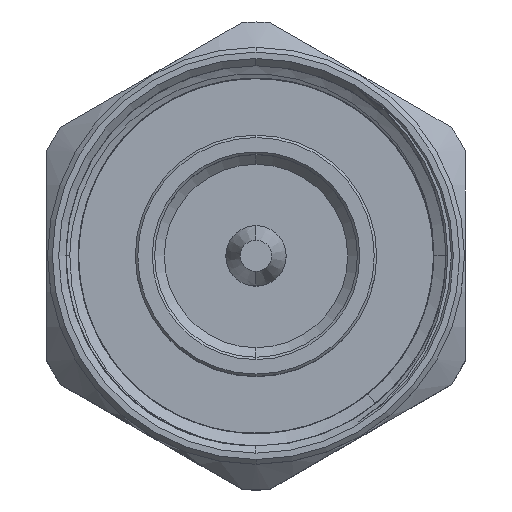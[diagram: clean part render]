
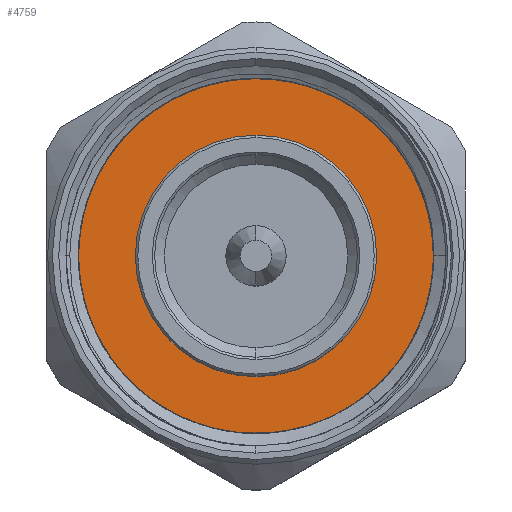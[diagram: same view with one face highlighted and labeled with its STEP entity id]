
A CAD part, top view. The second image highlights one B-rep face of the part: STEP entity #4759.
In plain terms, the highlighted face is planar.
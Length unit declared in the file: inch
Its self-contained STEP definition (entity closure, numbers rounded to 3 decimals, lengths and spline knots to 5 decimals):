
#48 = VERTEX_POINT ( 'NONE', #6588 ) ;
#391 = VERTEX_POINT ( 'NONE', #9069 ) ;
#530 = ORIENTED_EDGE ( 'NONE', *, *, #6461, .T. ) ;
#537 = AXIS2_PLACEMENT_3D ( 'NONE', #7139, #1268, #4643 ) ;
#588 = CARTESIAN_POINT ( 'NONE',  ( 0.3317, -0.21342, -0.32895 ) ) ;
#611 = CARTESIAN_POINT ( 'NONE',  ( 0.3317, 0.3937, 0. ) ) ;
#755 = CARTESIAN_POINT ( 'NONE',  ( 0.3317, -0.27282, -0.28385 ) ) ;
#843 = CIRCLE ( 'NONE', #3148, 0.24999 ) ;
#1011 = ORIENTED_EDGE ( 'NONE', *, *, #10680, .T. ) ;
#1145 = CARTESIAN_POINT ( 'NONE',  ( 0.3317, 0.28835, -0.24193 ) ) ;
#1268 = DIRECTION ( 'NONE',  ( -1., 0., 0. ) ) ;
#1317 = CARTESIAN_POINT ( 'NONE',  ( 0.3317, 0.02643, -0.38387 ) ) ;
#1468 = FACE_OUTER_BOUND ( 'NONE', #9259, .T. ) ;
#1562 = CARTESIAN_POINT ( 'NONE',  ( 0.3317, 0.24999, 0. ) ) ;
#1612 = ORIENTED_EDGE ( 'NONE', *, *, #6699, .T. ) ;
#1983 = CARTESIAN_POINT ( 'NONE',  ( 0.3317, 0.36886, -0.01871 ) ) ;
#2120 = VERTEX_POINT ( 'NONE', #1562 ) ;
#2155 = CARTESIAN_POINT ( 'NONE',  ( 0.3317, 0.10823, -0.36857 ) ) ;
#2257 = PLANE ( 'NONE',  #9519 ) ;
#2390 = CIRCLE ( 'NONE', #3791, 0.3937 ) ;
#2423 = CARTESIAN_POINT ( 'NONE',  ( 0.3317, -0.16408, -0.3544 ) ) ;
#2442 = EDGE_CURVE ( 'NONE', #48, #391, #9245, .T. ) ;
#2557 = VECTOR ( 'NONE', #4872, 39.37008 ) ;
#2922 = CARTESIAN_POINT ( 'NONE',  ( 0.3317, 0.25057, -0.28294 ) ) ;
#2982 = CARTESIAN_POINT ( 'NONE',  ( 0.3317, 0.15955, -0.34614 ) ) ;
#3138 = DIRECTION ( 'NONE',  ( -1., 0., 0. ) ) ;
#3148 = AXIS2_PLACEMENT_3D ( 'NONE', #6940, #10299, #10195 ) ;
#3403 = VERTEX_POINT ( 'NONE', #7834 ) ;
#3747 = CARTESIAN_POINT ( 'NONE',  ( 0.3317, 0.36833, 0. ) ) ;
#3791 = AXIS2_PLACEMENT_3D ( 'NONE', #8059, #4628, #6295 ) ;
#3867 = CARTESIAN_POINT ( 'NONE',  ( 0.3317, -0.00149, -0.38553 ) ) ;
#4030 = CARTESIAN_POINT ( 'NONE',  ( 0.3317, -0.19728, -0.33825 ) ) ;
#4076 = CARTESIAN_POINT ( 'NONE',  ( 0.3317, 0., 0. ) ) ;
#4282 = EDGE_CURVE ( 'NONE', #3403, #8507, #5317, .T. ) ;
#4628 = DIRECTION ( 'NONE',  ( -1., 0., 0. ) ) ;
#4636 = CARTESIAN_POINT ( 'NONE',  ( 0.3317, 0.35974, -0.0927 ) ) ;
#4643 = DIRECTION ( 'NONE',  ( 0., -1., 0. ) ) ;
#4645 = ORIENTED_EDGE ( 'NONE', *, *, #5872, .T. ) ;
#4691 = CARTESIAN_POINT ( 'NONE',  ( 0.3317, 0.01709, -0.38465 ) ) ;
#4759 = ADVANCED_FACE ( 'NONE', ( #1468, #9977 ), #2257, .T. ) ;
#4850 = CARTESIAN_POINT ( 'NONE',  ( 0.3317, -0.24435, -0.30799 ) ) ;
#4872 = DIRECTION ( 'NONE',  ( 0., -1., 0. ) ) ;
#5317 = CIRCLE ( 'NONE', #537, 0.3937 ) ;
#5467 = CARTESIAN_POINT ( 'NONE',  ( 0.3317, 0.31944, -0.19606 ) ) ;
#5522 = CARTESIAN_POINT ( 'NONE',  ( 0.3317, 0.29945, -0.22719 ) ) ;
#5542 = AXIS2_PLACEMENT_3D ( 'NONE', #9511, #9349, #10348 ) ;
#5872 = EDGE_CURVE ( 'NONE', #391, #3403, #2390, .T. ) ;
#6295 = DIRECTION ( 'NONE',  ( 0., -1., 0. ) ) ;
#6305 = CARTESIAN_POINT ( 'NONE',  ( 0.3317, 0.22225, -0.30698 ) ) ;
#6412 = CARTESIAN_POINT ( 'NONE',  ( 0.3317, -0.14696, -0.36127 ) ) ;
#6461 = EDGE_CURVE ( 'NONE', #2120, #10705, #6956, .T. ) ;
#6588 = CARTESIAN_POINT ( 'NONE',  ( 0.3317, 0.36833, 0. ) ) ;
#6699 = EDGE_CURVE ( 'NONE', #8507, #48, #7478, .T. ) ;
#6932 = ORIENTED_EDGE ( 'NONE', *, *, #4282, .T. ) ;
#6940 = CARTESIAN_POINT ( 'NONE',  ( 0.3317, 0., 0. ) ) ;
#6956 = CIRCLE ( 'NONE', #5542, 0.24999 ) ;
#7131 = CARTESIAN_POINT ( 'NONE',  ( 0.3317, 0.34982, -0.12826 ) ) ;
#7139 = CARTESIAN_POINT ( 'NONE',  ( 0.3317, 0., 0. ) ) ;
#7190 = CARTESIAN_POINT ( 'NONE',  ( 0.3317, 0.34356, -0.14563 ) ) ;
#7298 = CARTESIAN_POINT ( 'NONE',  ( 0.3317, -0.09337, -0.37703 ) ) ;
#7406 = CARTESIAN_POINT ( 'NONE',  ( 0.3317, -0.259, -0.29645 ) ) ;
#7478 = LINE ( 'NONE', #611, #2557 ) ;
#7505 = DIRECTION ( 'NONE',  ( 0., -1., 0. ) ) ;
#7723 = ORIENTED_EDGE ( 'NONE', *, *, #2442, .T. ) ;
#7834 = CARTESIAN_POINT ( 'NONE',  ( 0.3317, -0.3937, 0. ) ) ;
#8059 = CARTESIAN_POINT ( 'NONE',  ( 0.3317, 0., 0. ) ) ;
#8071 = CARTESIAN_POINT ( 'NONE',  ( 0.3317, 0.07264, -0.37827 ) ) ;
#8174 = CARTESIAN_POINT ( 'NONE',  ( 0.3317, -0.05683, -0.38319 ) ) ;
#8287 = CARTESIAN_POINT ( 'NONE',  ( 0.3317, -0.03846, -0.38495 ) ) ;
#8507 = VERTEX_POINT ( 'NONE', #9583 ) ;
#8728 = CARTESIAN_POINT ( 'NONE',  ( 0.3317, 0.32839, -0.17951 ) ) ;
#8838 = CARTESIAN_POINT ( 'NONE',  ( 0.3317, 0.17602, -0.33744 ) ) ;
#9069 = CARTESIAN_POINT ( 'NONE',  ( 0.3317, -0.27282, -0.28385 ) ) ;
#9245 = B_SPLINE_CURVE_WITH_KNOTS ( 'NONE', 3,
 ( #3747, #1983, #10551, #9717, #4636, #7131, #7190, #8728, #5467, #5522, #1145, #10495, #2922, #6305, #9660, #8838, #2982, #2155, #8071, #1317, #4691, #3867, #9985, #8287, #8174, #7298, #9926, #6412, #2423, #4030, #588, #4850, #7406, #755 ),
 .UNSPECIFIED., .F., .F.,
 ( 4, 2, 2, 2, 2, 2, 2, 2, 2, 2, 2, 2, 2, 2, 2, 2, 4 ),
 ( 0., 0.00142, 0.00284, 0.00426, 0.00568, 0.0071, 0.00853, 0.00995, 0.01137, 0.01421, 0.01492, 0.01563, 0.01705, 0.01847, 0.01989, 0.02131, 0.02273 ),
 .UNSPECIFIED. ) ;
#9259 = EDGE_LOOP ( 'NONE', ( #1612, #7723, #4645, #6932 ) ) ;
#9306 = CARTESIAN_POINT ( 'NONE',  ( 0.3317, -0.24999, 0. ) ) ;
#9349 = DIRECTION ( 'NONE',  ( 1., 0., 0. ) ) ;
#9511 = CARTESIAN_POINT ( 'NONE',  ( 0.3317, 0., 0. ) ) ;
#9519 = AXIS2_PLACEMENT_3D ( 'NONE', #4076, #3138, #7505 ) ;
#9583 = CARTESIAN_POINT ( 'NONE',  ( 0.3317, 0.3937, 0. ) ) ;
#9660 = CARTESIAN_POINT ( 'NONE',  ( 0.3317, 0.20734, -0.31787 ) ) ;
#9717 = CARTESIAN_POINT ( 'NONE',  ( 0.3317, 0.36341, -0.07443 ) ) ;
#9926 = CARTESIAN_POINT ( 'NONE',  ( 0.3317, -0.11165, -0.37259 ) ) ;
#9977 = FACE_BOUND ( 'NONE', #10621, .T. ) ;
#9985 = CARTESIAN_POINT ( 'NONE',  ( 0.3317, -0.01075, -0.38563 ) ) ;
#10195 = DIRECTION ( 'NONE',  ( 0., -1., 0. ) ) ;
#10299 = DIRECTION ( 'NONE',  ( 1., 0., 0. ) ) ;
#10348 = DIRECTION ( 'NONE',  ( 0., -1., 0. ) ) ;
#10495 = CARTESIAN_POINT ( 'NONE',  ( 0.3317, 0.26397, -0.26976 ) ) ;
#10551 = CARTESIAN_POINT ( 'NONE',  ( 0.3317, 0.36797, -0.03733 ) ) ;
#10621 = EDGE_LOOP ( 'NONE', ( #1011, #530 ) ) ;
#10680 = EDGE_CURVE ( 'NONE', #10705, #2120, #843, .T. ) ;
#10705 = VERTEX_POINT ( 'NONE', #9306 ) ;
